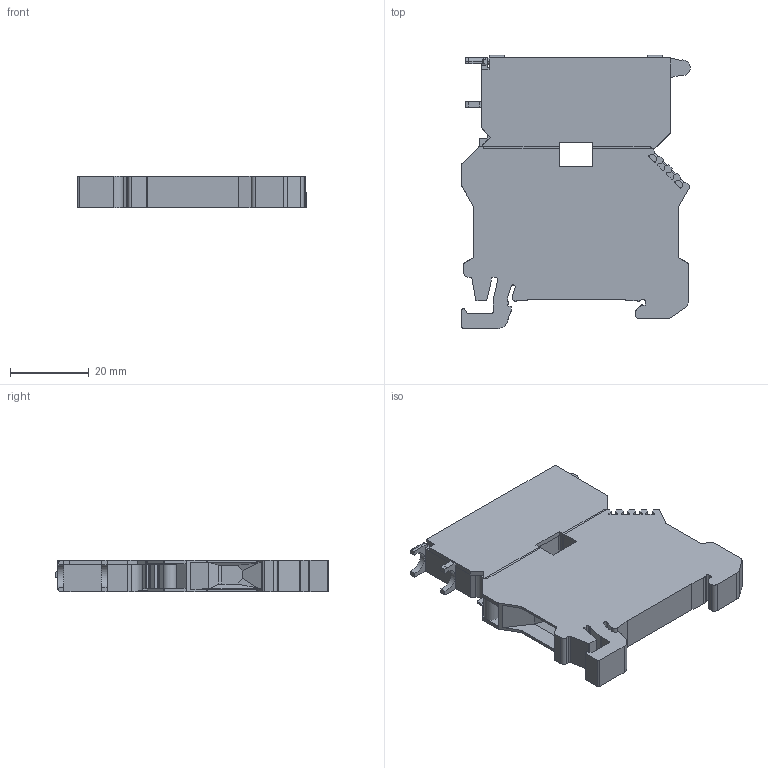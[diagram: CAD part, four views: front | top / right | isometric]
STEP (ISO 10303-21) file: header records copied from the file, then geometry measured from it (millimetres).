
FILE_DESCRIPTION(('FreeCAD Model'),'2;1');
FILE_NAME('17151_SSIK_6_2A.stp','2018-09-10T13:46:37',('Author'),(''), 'Open CASCADE STEP processor 7.2','FreeCAD','Unknown');
FILE_SCHEMA(('AUTOMOTIVE_DESIGN { 1 0 10303 214 1 1 1 1 }'));
Length unit declared in the file: millimetre
Products named in the file (4): 17151_SSIK_6_2A; STRK60ISO; STRK60_TRH_ISO; STRK60_ADP_TRH_ISO
Assembly tree (3 placements, depth 2):
  17151_SSIK_6_2A
    STRK60ISO
    STRK60_TRH_ISO
    STRK60_ADP_TRH_ISO
Bounding box: 57.8 x 69.14 x 8.1 mm (x, y, z)
Volume: 23870.3 mm3; surface area: 13878.1 mm2
Topology: 3 solids, 5 shells, 429 faces, 1202 edges, 788 vertices
Faces by surface type: plane 285, cylinder 140, torus 3, bspline 1
Entity records: 30537 total; most frequent: CARTESIAN_POINT 6371, DIRECTION 4556, LINE 2999, VECTOR 2999, ORIENTED_EDGE 2404, PCURVE 2404, DEFINITIONAL_REPRESENTATION 2404, EDGE_CURVE 1202
